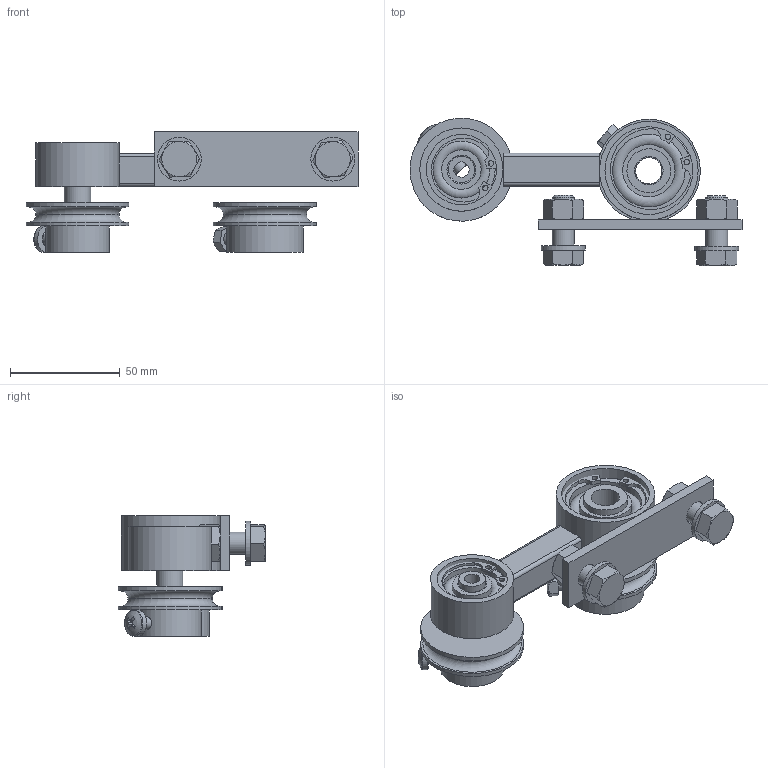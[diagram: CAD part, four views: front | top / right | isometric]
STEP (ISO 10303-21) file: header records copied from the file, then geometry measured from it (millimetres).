
FILE_DESCRIPTION((' '),'2;1');
FILE_NAME( 'STV4___ _________ _______ ___________ ______.stp', '2018-03- 2T20:03:27', (' '), ('--- Datakit www.datakit.com---'), ' Datakit CrossCadWare V2017.1 Dec 27 2016', 'DATAKIT 2018 (c)', ' ');
FILE_SCHEMA(('AP203_CONFIGURATION_CONTROLLED_3D_DESIGN_OF_MECHANICAL_PARTS_AND_ASSEMBLIES_MIM_LF { 1 0 10303 403 2 1 2}'));
Length unit declared in the file: millimetre
Products named in the file (17): STV4СТВ кронштейн привода ворошителей; STV4СТВ вал№1 кронштейна привода ворошителей; STV4СТВ вал№2 кронштейна привода ворошителей; STV4radial ball bearing_68_skf; STV4circlip for bores normal_din; STV4circlip for shafts normal_din; STV4СТВ ролик №1 кронштейна привода ворошителей; STV4СТВ ролик №2 кронштейна привода ворошителей; STV4circlip for bores normal_din--1; STV4circlip for shafts normal_din--1; STV4radial ball bearing_68_skf--1; STV4hex screw gradec_iso; STV4hex nut gradec_iso; STV4pan head cross recess screw_iso; STV4hex screw gradec_iso--1; STV4plain washer normal grade c_iso; STV4СТВ кронштейн привода ворошителей сборка
Assembly tree (19 placements, depth 2):
  STV4СТВ кронштейн привода ворошителей сборка
    STV4СТВ кронштейн привода ворошителей
    STV4СТВ вал№1 кронштейна привода ворошителей
    STV4СТВ вал№2 кронштейна привода ворошителей
    STV4radial ball bearing_68_skf
    STV4circlip for bores normal_din
    STV4circlip for shafts normal_din
    STV4СТВ ролик №1 кронштейна привода ворошителей
    STV4СТВ ролик №2 кронштейна привода ворошителей
    STV4circlip for bores normal_din--1
    STV4circlip for shafts normal_din--1
    STV4radial ball bearing_68_skf--1
    STV4hex screw gradec_iso  x2
    STV4hex nut gradec_iso  x2
    STV4pan head cross recess screw_iso
    STV4hex screw gradec_iso--1
    STV4plain washer normal grade c_iso  x2
Bounding box: 151.45 x 67.31 x 55 mm (x, y, z)
Volume: 105512.1 mm3; surface area: 62913.4 mm2
Topology: 22 solids, 22 shells, 305 faces, 668 edges, 421 vertices
Faces by surface type: plane 132, cylinder 100, cone 54, torus 18, sphere 1
Full cylindrical faces by diameter (mm): 1.7 x4, 2.5 x4, 6 x4, 7 x1, 8.5 x2, 10 x4, 11 x4, 12 x5, 13 x1, 16 x1, 17 x1, 18 x2, 20 x3, 23.9 x2, 26 x2, 29 x1, 32 x2, 33.1 x2, 35 x1, 38 x3, 40 x2, 45 x1, 47 x4
Entity records: 7882 total; most frequent: CARTESIAN_POINT 1713, DIRECTION 1368, ORIENTED_EDGE 978, AXIS2_PLACEMENT_3D 595, EDGE_CURVE 489, EDGE_LOOP 394, VERTEX_POINT 356, FACE_OUTER_BOUND 260
